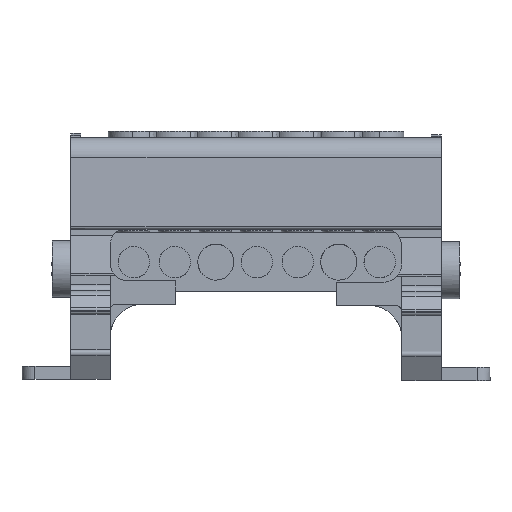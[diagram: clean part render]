
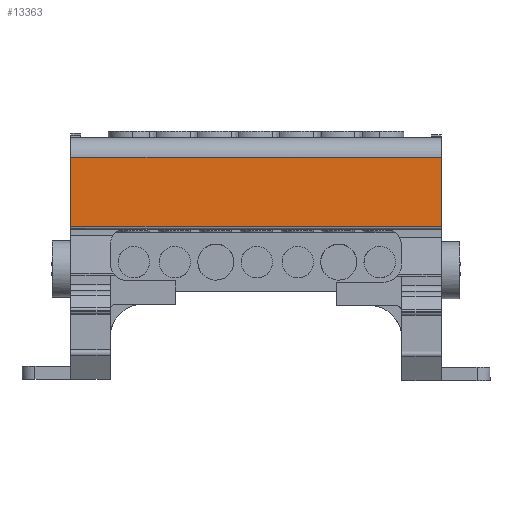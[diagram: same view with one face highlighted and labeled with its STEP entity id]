
A CAD part, top view. The second image highlights one B-rep face of the part: STEP entity #13363.
In plain terms, the highlighted planar face has unit normal (0, 0.018, 1).
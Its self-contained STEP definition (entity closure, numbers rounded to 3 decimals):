
#1291 = FACE_OUTER_BOUND ( 'NONE', #18746, .T. ) ;
#1292 = PLANE ( 'NONE',  #9380 ) ;
#1296 = CARTESIAN_POINT ( 'NONE',  ( -158.256, -35.559, 103.448 ) ) ;
#1298 = DIRECTION ( 'NONE',  ( 0., 0.017, 1. ) ) ;
#1312 = DIRECTION ( 'NONE',  ( 0., -1., 0.017 ) ) ;
#6371 = EDGE_CURVE ( 'NONE', #18226, #18245, #26225, .T. ) ;
#9380 = AXIS2_PLACEMENT_3D ( 'NONE', #1296, #1298, #1312 ) ;
#10671 = VECTOR ( 'NONE', #28963, 1000. ) ;
#10681 = VECTOR ( 'NONE', #29321, 1000. ) ;
#10686 = VECTOR ( 'NONE', #29132, 1000. ) ;
#11049 = VECTOR ( 'NONE', #26200, 1000. ) ;
#12834 = EDGE_CURVE ( 'NONE', #18245, #18401, #28971, .T. ) ;
#12854 = EDGE_CURVE ( 'NONE', #18402, #18226, #29150, .T. ) ;
#12899 = EDGE_CURVE ( 'NONE', #18402, #18401, #29354, .T. ) ;
#13363 = ADVANCED_FACE ( 'NONE', ( #1291 ), #1292, .T. ) ;
#14606 = ORIENTED_EDGE ( 'NONE', *, *, #6371, .T. ) ;
#14609 = ORIENTED_EDGE ( 'NONE', *, *, #12834, .T. ) ;
#14619 = ORIENTED_EDGE ( 'NONE', *, *, #12899, .F. ) ;
#18226 = VERTEX_POINT ( 'NONE', #27296 ) ;
#18245 = VERTEX_POINT ( 'NONE', #27311 ) ;
#18401 = VERTEX_POINT ( 'NONE', #27411 ) ;
#18402 = VERTEX_POINT ( 'NONE', #27394 ) ;
#18746 = EDGE_LOOP ( 'NONE', ( #24700, #14606, #14609, #14619 ) ) ;
#24700 = ORIENTED_EDGE ( 'NONE', *, *, #12854, .T. ) ;
#26200 = DIRECTION ( 'NONE',  ( 1., 0., 0. ) ) ;
#26221 = CARTESIAN_POINT ( 'NONE',  ( -83.256, -35.559, 103.437 ) ) ;
#26225 = LINE ( 'NONE', #26221, #11049 ) ;
#27296 = CARTESIAN_POINT ( 'NONE',  ( -83.256, -35.559, 103.437 ) ) ;
#27311 = CARTESIAN_POINT ( 'NONE',  ( -26.753, -35.559, 103.428 ) ) ;
#27394 = CARTESIAN_POINT ( 'NONE',  ( -83.256, -24.927, 103.251 ) ) ;
#27411 = CARTESIAN_POINT ( 'NONE',  ( -26.753, -24.927, 103.242 ) ) ;
#28963 = DIRECTION ( 'NONE',  ( 0., 1., -0.017 ) ) ;
#28969 = CARTESIAN_POINT ( 'NONE',  ( -26.753, -35.559, 103.428 ) ) ;
#28971 = LINE ( 'NONE', #28969, #10671 ) ;
#29132 = DIRECTION ( 'NONE',  ( 0., -1., 0.017 ) ) ;
#29149 = CARTESIAN_POINT ( 'NONE',  ( -83.256, -24.927, 103.251 ) ) ;
#29150 = LINE ( 'NONE', #29149, #10686 ) ;
#29321 = DIRECTION ( 'NONE',  ( 1., 0., 0. ) ) ;
#29354 = LINE ( 'NONE', #29361, #10681 ) ;
#29361 = CARTESIAN_POINT ( 'NONE',  ( -158.256, -24.927, 103.262 ) ) ;
